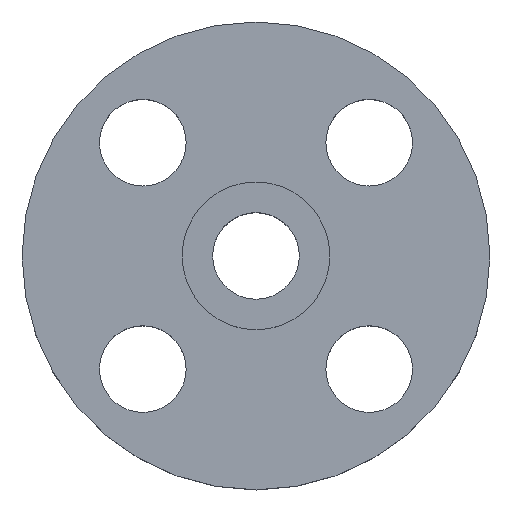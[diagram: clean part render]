
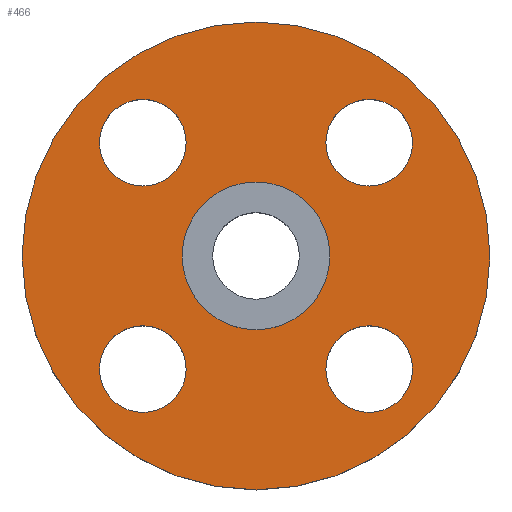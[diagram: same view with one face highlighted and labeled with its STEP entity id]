
A CAD part, top view. The second image highlights one B-rep face of the part: STEP entity #466.
In plain terms, the highlighted planar face has unit normal (0, 0, 1).
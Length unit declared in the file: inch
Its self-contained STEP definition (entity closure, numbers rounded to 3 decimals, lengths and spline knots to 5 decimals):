
#4 = FACE_OUTER_BOUND ( 'NONE', #219, .T. ) ;
#10 = EDGE_CURVE ( 'NONE', #342, #660, #106, .T. ) ;
#14 = FACE_BOUND ( 'NONE', #283, .T. ) ;
#15 = ORIENTED_EDGE ( 'NONE', *, *, #486, .F. ) ;
#23 = DIRECTION ( 'NONE',  ( 0., 0., 1. ) ) ;
#29 = EDGE_LOOP ( 'NONE', ( #438, #343 ) ) ;
#38 = CARTESIAN_POINT ( 'NONE',  ( -1.58905, -1.14905, -0.25 ) ) ;
#47 = CARTESIAN_POINT ( 'NONE',  ( 0., 0., -0.25 ) ) ;
#50 = DIRECTION ( 'NONE',  ( 0., 0., -1. ) ) ;
#67 = VERTEX_POINT ( 'NONE', #38 ) ;
#69 = EDGE_LOOP ( 'NONE', ( #233, #327 ) ) ;
#71 = CARTESIAN_POINT ( 'NONE',  ( 0., 0., -0.25 ) ) ;
#73 = EDGE_CURVE ( 'NONE', #508, #609, #500, .T. ) ;
#82 = CARTESIAN_POINT ( 'NONE',  ( 0.75, 0., -0.25 ) ) ;
#83 = EDGE_CURVE ( 'NONE', #139, #459, #202, .T. ) ;
#85 = CIRCLE ( 'NONE', #667, 0.44 ) ;
#88 = DIRECTION ( 'NONE',  ( 1., 0., 0. ) ) ;
#102 = CARTESIAN_POINT ( 'NONE',  ( 1.14905, 1.14905, -0.25 ) ) ;
#106 = CIRCLE ( 'NONE', #191, 0.44 ) ;
#111 = EDGE_CURVE ( 'NONE', #339, #446, #246, .T. ) ;
#118 = CARTESIAN_POINT ( 'NONE',  ( -1.14905, -1.14905, -0.25 ) ) ;
#121 = DIRECTION ( 'NONE',  ( 0., 1., 0. ) ) ;
#122 = EDGE_LOOP ( 'NONE', ( #177, #564 ) ) ;
#125 = CIRCLE ( 'NONE', #705, 0.44 ) ;
#126 = DIRECTION ( 'NONE',  ( 1., 0., 0. ) ) ;
#139 = VERTEX_POINT ( 'NONE', #82 ) ;
#143 = DIRECTION ( 'NONE',  ( 0., 0., 1. ) ) ;
#145 = DIRECTION ( 'NONE',  ( 0., 0., 1. ) ) ;
#149 = CARTESIAN_POINT ( 'NONE',  ( 1.14905, 1.14905, -0.25 ) ) ;
#150 = CARTESIAN_POINT ( 'NONE',  ( -1.14905, 1.58905, -0.25 ) ) ;
#159 = DIRECTION ( 'NONE',  ( 0., 1., 0. ) ) ;
#162 = CARTESIAN_POINT ( 'NONE',  ( -1.14905, 1.14905, -0.25 ) ) ;
#167 = AXIS2_PLACEMENT_3D ( 'NONE', #382, #385, #121 ) ;
#168 = CIRCLE ( 'NONE', #682, 0.44 ) ;
#177 = ORIENTED_EDGE ( 'NONE', *, *, #578, .F. ) ;
#178 = FACE_BOUND ( 'NONE', #643, .T. ) ;
#191 = AXIS2_PLACEMENT_3D ( 'NONE', #102, #204, #430 ) ;
#197 = ORIENTED_EDGE ( 'NONE', *, *, #111, .T. ) ;
#200 = EDGE_CURVE ( 'NONE', #609, #508, #213, .T. ) ;
#202 = CIRCLE ( 'NONE', #270, 0.75 ) ;
#204 = DIRECTION ( 'NONE',  ( 0., 0., 1. ) ) ;
#211 = CARTESIAN_POINT ( 'NONE',  ( 0., 0., -0.25 ) ) ;
#213 = CIRCLE ( 'NONE', #231, 0.44 ) ;
#219 = EDGE_LOOP ( 'NONE', ( #197, #551 ) ) ;
#226 = DIRECTION ( 'NONE',  ( 0., 0., 1. ) ) ;
#230 = VERTEX_POINT ( 'NONE', #150 ) ;
#231 = AXIS2_PLACEMENT_3D ( 'NONE', #305, #23, #567 ) ;
#232 = PLANE ( 'NONE',  #321 ) ;
#233 = ORIENTED_EDGE ( 'NONE', *, *, #611, .F. ) ;
#237 = ORIENTED_EDGE ( 'NONE', *, *, #200, .F. ) ;
#246 = CIRCLE ( 'NONE', #695, 2.375 ) ;
#248 = DIRECTION ( 'NONE',  ( 0., 0., 1. ) ) ;
#254 = DIRECTION ( 'NONE',  ( 0., 0., 1. ) ) ;
#270 = AXIS2_PLACEMENT_3D ( 'NONE', #211, #475, #580 ) ;
#278 = EDGE_CURVE ( 'NONE', #459, #139, #358, .T. ) ;
#282 = CIRCLE ( 'NONE', #552, 2.375 ) ;
#283 = EDGE_LOOP ( 'NONE', ( #481, #15 ) ) ;
#284 = CARTESIAN_POINT ( 'NONE',  ( 1.58905, 1.14905, -0.25 ) ) ;
#305 = CARTESIAN_POINT ( 'NONE',  ( 1.14905, -1.14905, -0.25 ) ) ;
#315 = ORIENTED_EDGE ( 'NONE', *, *, #73, .F. ) ;
#316 = DIRECTION ( 'NONE',  ( 1., 0., 0. ) ) ;
#321 = AXIS2_PLACEMENT_3D ( 'NONE', #71, #674, #665 ) ;
#327 = ORIENTED_EDGE ( 'NONE', *, *, #412, .F. ) ;
#328 = EDGE_CURVE ( 'NONE', #230, #519, #125, .T. ) ;
#339 = VERTEX_POINT ( 'NONE', #491 ) ;
#342 = VERTEX_POINT ( 'NONE', #375 ) ;
#343 = ORIENTED_EDGE ( 'NONE', *, *, #278, .T. ) ;
#351 = DIRECTION ( 'NONE',  ( -1., 0., 0. ) ) ;
#358 = CIRCLE ( 'NONE', #520, 0.75 ) ;
#363 = CARTESIAN_POINT ( 'NONE',  ( 1.14905, -1.14905, -0.25 ) ) ;
#367 = CIRCLE ( 'NONE', #645, 0.44 ) ;
#375 = CARTESIAN_POINT ( 'NONE',  ( 0.70905, 1.14905, -0.25 ) ) ;
#382 = CARTESIAN_POINT ( 'NONE',  ( -1.14905, 1.14905, -0.25 ) ) ;
#385 = DIRECTION ( 'NONE',  ( 0., 0., 1. ) ) ;
#394 = DIRECTION ( 'NONE',  ( 0., 0., 1. ) ) ;
#406 = CARTESIAN_POINT ( 'NONE',  ( -1.14905, -1.14905, -0.25 ) ) ;
#412 = EDGE_CURVE ( 'NONE', #701, #67, #168, .T. ) ;
#425 = DIRECTION ( 'NONE',  ( 0., 0., 1. ) ) ;
#430 = DIRECTION ( 'NONE',  ( 1., 0., 0. ) ) ;
#438 = ORIENTED_EDGE ( 'NONE', *, *, #83, .T. ) ;
#446 = VERTEX_POINT ( 'NONE', #607 ) ;
#449 = CARTESIAN_POINT ( 'NONE',  ( 0., 0., -0.25 ) ) ;
#454 = EDGE_CURVE ( 'NONE', #446, #339, #282, .T. ) ;
#457 = CARTESIAN_POINT ( 'NONE',  ( -1.14905, 0.70905, -0.25 ) ) ;
#459 = VERTEX_POINT ( 'NONE', #604 ) ;
#466 = ADVANCED_FACE ( 'NONE', ( #178, #610, #14, #493, #548, #4 ), #232, .T. ) ;
#475 = DIRECTION ( 'NONE',  ( 0., 0., -1. ) ) ;
#481 = ORIENTED_EDGE ( 'NONE', *, *, #328, .F. ) ;
#484 = DIRECTION ( 'NONE',  ( 0., -1., 0. ) ) ;
#485 = CARTESIAN_POINT ( 'NONE',  ( -0.70905, -1.14905, -0.25 ) ) ;
#486 = EDGE_CURVE ( 'NONE', #519, #230, #505, .T. ) ;
#491 = CARTESIAN_POINT ( 'NONE',  ( 2.375, 0., -0.25 ) ) ;
#493 = FACE_BOUND ( 'NONE', #122, .T. ) ;
#497 = CARTESIAN_POINT ( 'NONE',  ( 1.14905, -0.70905, -0.25 ) ) ;
#500 = CIRCLE ( 'NONE', #510, 0.44 ) ;
#505 = CIRCLE ( 'NONE', #167, 0.44 ) ;
#508 = VERTEX_POINT ( 'NONE', #497 ) ;
#510 = AXIS2_PLACEMENT_3D ( 'NONE', #363, #254, #484 ) ;
#519 = VERTEX_POINT ( 'NONE', #457 ) ;
#520 = AXIS2_PLACEMENT_3D ( 'NONE', #47, #50, #316 ) ;
#524 = CARTESIAN_POINT ( 'NONE',  ( 1.14905, -1.58905, -0.25 ) ) ;
#548 = FACE_BOUND ( 'NONE', #29, .T. ) ;
#551 = ORIENTED_EDGE ( 'NONE', *, *, #454, .T. ) ;
#552 = AXIS2_PLACEMENT_3D ( 'NONE', #449, #394, #126 ) ;
#556 = DIRECTION ( 'NONE',  ( -1., 0., 0. ) ) ;
#564 = ORIENTED_EDGE ( 'NONE', *, *, #10, .F. ) ;
#567 = DIRECTION ( 'NONE',  ( 0., -1., 0. ) ) ;
#578 = EDGE_CURVE ( 'NONE', #660, #342, #367, .T. ) ;
#580 = DIRECTION ( 'NONE',  ( 1., 0., 0. ) ) ;
#604 = CARTESIAN_POINT ( 'NONE',  ( -0.75, 0., -0.25 ) ) ;
#607 = CARTESIAN_POINT ( 'NONE',  ( -2.375, 0., -0.25 ) ) ;
#609 = VERTEX_POINT ( 'NONE', #524 ) ;
#610 = FACE_BOUND ( 'NONE', #69, .T. ) ;
#611 = EDGE_CURVE ( 'NONE', #67, #701, #85, .T. ) ;
#627 = CARTESIAN_POINT ( 'NONE',  ( 0., 0., -0.25 ) ) ;
#629 = DIRECTION ( 'NONE',  ( 1., 0., 0. ) ) ;
#643 = EDGE_LOOP ( 'NONE', ( #237, #315 ) ) ;
#645 = AXIS2_PLACEMENT_3D ( 'NONE', #149, #248, #629 ) ;
#660 = VERTEX_POINT ( 'NONE', #284 ) ;
#665 = DIRECTION ( 'NONE',  ( 1., 0., 0. ) ) ;
#667 = AXIS2_PLACEMENT_3D ( 'NONE', #406, #143, #351 ) ;
#674 = DIRECTION ( 'NONE',  ( 0., 0., 1. ) ) ;
#682 = AXIS2_PLACEMENT_3D ( 'NONE', #118, #226, #556 ) ;
#695 = AXIS2_PLACEMENT_3D ( 'NONE', #627, #145, #88 ) ;
#701 = VERTEX_POINT ( 'NONE', #485 ) ;
#705 = AXIS2_PLACEMENT_3D ( 'NONE', #162, #425, #159 ) ;
